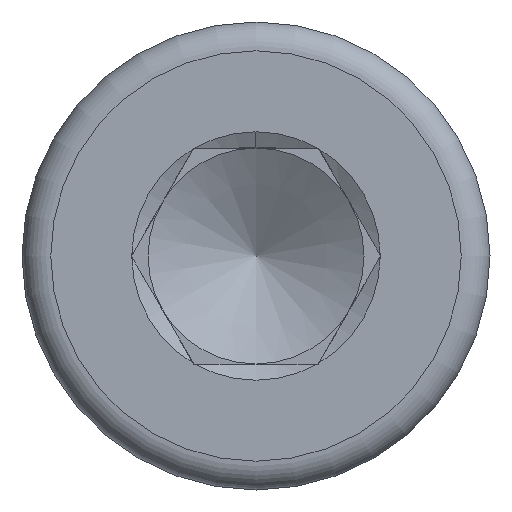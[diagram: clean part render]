
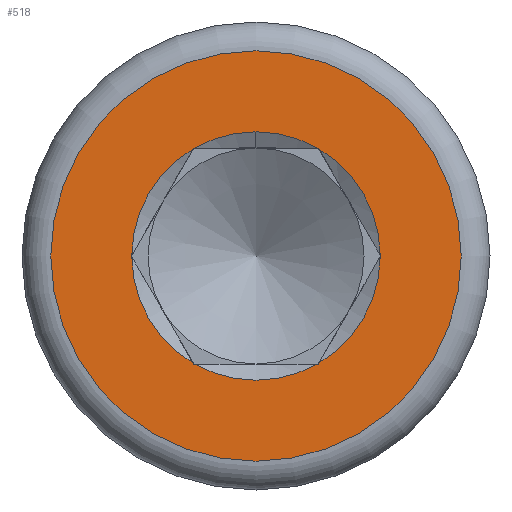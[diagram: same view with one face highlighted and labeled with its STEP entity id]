
A CAD part, left-side view. The second image highlights one B-rep face of the part: STEP entity #518.
In plain terms, the highlighted planar face has unit normal (-1, 0, 0).
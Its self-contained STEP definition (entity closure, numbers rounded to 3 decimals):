
#64=VECTOR('',#657,1.);
#65=VECTOR('',#658,1.);
#66=VECTOR('',#659,1.);
#67=VECTOR('',#660,1.);
#68=VECTOR('',#661,1.);
#69=VECTOR('',#662,1.);
#70=VECTOR('',#663,1.);
#71=VECTOR('',#664,1.);
#72=VECTOR('',#665,1.);
#73=VECTOR('',#666,1.);
#74=VECTOR('',#667,1.);
#75=VECTOR('',#668,1.);
#100=LINE('',#826,#64);
#101=LINE('',#829,#65);
#102=LINE('',#830,#66);
#103=LINE('',#832,#67);
#104=LINE('',#833,#68);
#105=LINE('',#835,#69);
#106=LINE('',#836,#70);
#107=LINE('',#838,#71);
#108=LINE('',#839,#72);
#109=LINE('',#841,#73);
#110=LINE('',#842,#74);
#111=LINE('',#844,#75);
#131=PLANE('',#564);
#155=VERTEX_POINT('',#769);
#157=VERTEX_POINT('',#772);
#158=VERTEX_POINT('',#780);
#159=VERTEX_POINT('',#781);
#160=VERTEX_POINT('',#789);
#161=VERTEX_POINT('',#790);
#162=VERTEX_POINT('',#798);
#163=VERTEX_POINT('',#799);
#164=VERTEX_POINT('',#807);
#165=VERTEX_POINT('',#808);
#166=VERTEX_POINT('',#816);
#167=VERTEX_POINT('',#817);
#168=VERTEX_POINT('',#825);
#169=VERTEX_POINT('',#827);
#170=VERTEX_POINT('',#828);
#171=VERTEX_POINT('',#831);
#172=VERTEX_POINT('',#834);
#173=VERTEX_POINT('',#837);
#174=VERTEX_POINT('',#840);
#175=VERTEX_POINT('',#843);
#196=CIRCLE('',#553,3.45);
#197=CIRCLE('',#555,3.45);
#198=CIRCLE('',#557,3.45);
#199=CIRCLE('',#559,3.45);
#200=CIRCLE('',#561,3.45);
#201=CIRCLE('',#563,3.45);
#202=CIRCLE('',#565,5.7);
#233=EDGE_CURVE('',#157,#155,#196,.T.);
#235=EDGE_CURVE('',#158,#159,#197,.T.);
#237=EDGE_CURVE('',#160,#161,#198,.T.);
#239=EDGE_CURVE('',#162,#163,#199,.T.);
#241=EDGE_CURVE('',#164,#165,#200,.T.);
#243=EDGE_CURVE('',#166,#167,#201,.T.);
#245=EDGE_CURVE('',#168,#168,#202,.T.);
#246=EDGE_CURVE('',#169,#170,#100,.T.);
#247=EDGE_CURVE('',#169,#158,#101,.T.);
#248=EDGE_CURVE('',#171,#159,#102,.T.);
#249=EDGE_CURVE('',#171,#160,#103,.T.);
#250=EDGE_CURVE('',#172,#161,#104,.T.);
#251=EDGE_CURVE('',#172,#163,#105,.T.);
#252=EDGE_CURVE('',#173,#162,#106,.T.);
#253=EDGE_CURVE('',#173,#165,#107,.T.);
#254=EDGE_CURVE('',#174,#164,#108,.T.);
#255=EDGE_CURVE('',#174,#166,#109,.T.);
#256=EDGE_CURVE('',#175,#167,#110,.T.);
#257=EDGE_CURVE('',#175,#157,#111,.T.);
#258=EDGE_CURVE('',#155,#170,#196,.T.);
#319=ORIENTED_EDGE('',*,*,#245,.F.);
#320=ORIENTED_EDGE('',*,*,#246,.F.);
#321=ORIENTED_EDGE('',*,*,#247,.T.);
#322=ORIENTED_EDGE('',*,*,#235,.T.);
#323=ORIENTED_EDGE('',*,*,#248,.F.);
#324=ORIENTED_EDGE('',*,*,#249,.T.);
#325=ORIENTED_EDGE('',*,*,#237,.T.);
#326=ORIENTED_EDGE('',*,*,#250,.F.);
#327=ORIENTED_EDGE('',*,*,#251,.T.);
#328=ORIENTED_EDGE('',*,*,#239,.F.);
#329=ORIENTED_EDGE('',*,*,#252,.F.);
#330=ORIENTED_EDGE('',*,*,#253,.T.);
#331=ORIENTED_EDGE('',*,*,#241,.F.);
#332=ORIENTED_EDGE('',*,*,#254,.F.);
#333=ORIENTED_EDGE('',*,*,#255,.T.);
#334=ORIENTED_EDGE('',*,*,#243,.T.);
#335=ORIENTED_EDGE('',*,*,#256,.F.);
#336=ORIENTED_EDGE('',*,*,#257,.T.);
#337=ORIENTED_EDGE('',*,*,#233,.T.);
#338=ORIENTED_EDGE('',*,*,#258,.T.);
#448=EDGE_LOOP('',(#319));
#449=EDGE_LOOP('',(#320,#321,#322,#323,#324,#325,#326,#327,#328,#329,#330,
#331,#332,#333,#334,#335,#336,#337,#338));
#484=FACE_BOUND('',#448,.T.);
#485=FACE_BOUND('',#449,.T.);
#518=ADVANCED_FACE('',(#484,#485),#131,.F.);
#553=AXIS2_PLACEMENT_3D('',#771,#632,#633);
#555=AXIS2_PLACEMENT_3D('',#779,#636,#637);
#557=AXIS2_PLACEMENT_3D('',#788,#640,#641);
#559=AXIS2_PLACEMENT_3D('',#797,#644,#645);
#561=AXIS2_PLACEMENT_3D('',#806,#648,#649);
#563=AXIS2_PLACEMENT_3D('',#815,#652,#653);
#564=AXIS2_PLACEMENT_3D('',#823,#654,$);
#565=AXIS2_PLACEMENT_3D('',#824,#655,#656);
#632=DIRECTION('',(1.,0.,0.));
#633=DIRECTION('',(0.,0.,-3.45));
#636=DIRECTION('',(1.,0.,0.));
#637=DIRECTION('',(0.,0.,-3.45));
#640=DIRECTION('',(1.,0.,0.));
#641=DIRECTION('',(0.,0.,-3.45));
#644=DIRECTION('',(-1.,0.,0.));
#645=DIRECTION('',(0.,0.,-3.45));
#648=DIRECTION('',(-1.,0.,0.));
#649=DIRECTION('',(0.,0.,-3.45));
#652=DIRECTION('',(1.,0.,0.));
#653=DIRECTION('',(0.,0.,-3.45));
#654=DIRECTION('',(1.,0.,0.));
#655=DIRECTION('',(1.,0.,0.));
#656=DIRECTION('',(0.,0.,-5.7));
#657=DIRECTION('',(0.,1.,0.));
#658=DIRECTION('',(0.,-0.5,-0.866));
#659=DIRECTION('',(0.,0.5,0.866));
#660=DIRECTION('',(0.,0.5,-0.866));
#661=DIRECTION('',(0.,-0.5,0.866));
#662=DIRECTION('',(0.,1.,0.));
#663=DIRECTION('',(0.,-1.,0.));
#664=DIRECTION('',(0.,0.5,0.866));
#665=DIRECTION('',(0.,-0.5,-0.866));
#666=DIRECTION('',(0.,-0.5,0.866));
#667=DIRECTION('',(0.,0.5,-0.866));
#668=DIRECTION('',(0.,-1.,0.));
#769=CARTESIAN_POINT('',(-8.,0.,3.45));
#771=CARTESIAN_POINT('',(-8.,0.,0.));
#772=CARTESIAN_POINT('',(-8.,1.704,3.));
#779=CARTESIAN_POINT('',(-8.,0.,0.));
#780=CARTESIAN_POINT('',(-8.,-1.746,2.975));
#781=CARTESIAN_POINT('',(-8.,-3.45,0.025));
#788=CARTESIAN_POINT('',(-8.,0.,0.));
#789=CARTESIAN_POINT('',(-8.,-3.45,-0.025));
#790=CARTESIAN_POINT('',(-8.,-1.746,-2.975));
#797=CARTESIAN_POINT('',(-8.,0.,0.));
#798=CARTESIAN_POINT('',(-8.,1.704,-3.));
#799=CARTESIAN_POINT('',(-8.,-1.704,-3.));
#806=CARTESIAN_POINT('',(-8.,0.,0.));
#807=CARTESIAN_POINT('',(-8.,3.45,-0.025));
#808=CARTESIAN_POINT('',(-8.,1.746,-2.975));
#815=CARTESIAN_POINT('',(-8.,0.,0.));
#816=CARTESIAN_POINT('',(-8.,3.45,0.025));
#817=CARTESIAN_POINT('',(-8.,1.746,2.975));
#823=CARTESIAN_POINT('',(-8.,0.,0.));
#824=CARTESIAN_POINT('',(-8.,0.,0.));
#825=CARTESIAN_POINT('',(-8.,0.,-5.7));
#826=CARTESIAN_POINT('',(-8.,-1.732,3.));
#827=CARTESIAN_POINT('',(-8.,-1.732,3.));
#828=CARTESIAN_POINT('',(-8.,-1.704,3.));
#829=CARTESIAN_POINT('',(-8.,-1.732,3.));
#830=CARTESIAN_POINT('',(-8.,-3.464,0.));
#831=CARTESIAN_POINT('',(-8.,-3.464,0.));
#832=CARTESIAN_POINT('',(-8.,-3.464,0.));
#833=CARTESIAN_POINT('',(-8.,-1.732,-3.));
#834=CARTESIAN_POINT('',(-8.,-1.732,-3.));
#835=CARTESIAN_POINT('',(-8.,-1.732,-3.));
#836=CARTESIAN_POINT('',(-8.,1.732,-3.));
#837=CARTESIAN_POINT('',(-8.,1.732,-3.));
#838=CARTESIAN_POINT('',(-8.,1.732,-3.));
#839=CARTESIAN_POINT('',(-8.,3.464,0.));
#840=CARTESIAN_POINT('',(-8.,3.464,0.));
#841=CARTESIAN_POINT('',(-8.,3.464,0.));
#842=CARTESIAN_POINT('',(-8.,1.732,3.));
#843=CARTESIAN_POINT('',(-8.,1.732,3.));
#844=CARTESIAN_POINT('',(-8.,1.732,3.));
